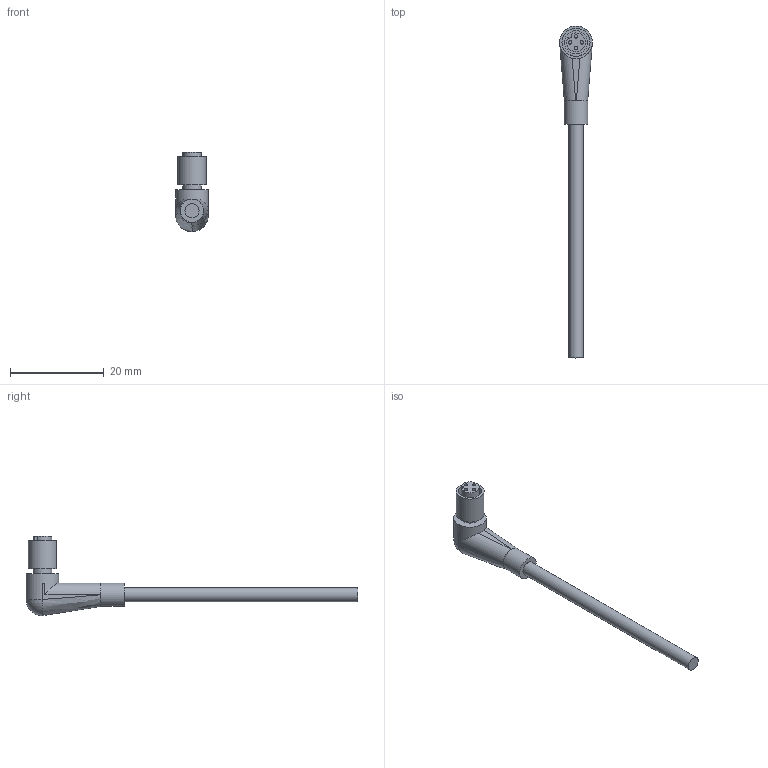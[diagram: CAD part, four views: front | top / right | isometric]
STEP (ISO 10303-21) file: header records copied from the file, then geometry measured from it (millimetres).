
FILE_DESCRIPTION(/* description */ (''),/* implementation_level */ '2;1');
FILE_NAME(/* name */ 'VK500361.stp',/* time_stamp */ '2016-10-12T08:58:20+02:00',/* author */ ('mitarbeiter'),/* organization */ (''),/* preprocessor_version */ 'ST-DEVELOPER v15.2',/* originating_system */ 'Autodesk Inventor 2014',/* authorisation */ '');
FILE_SCHEMA (('AUTOMOTIVE_DESIGN { 1 0 10303 214 3 1 1 }'));
Length unit declared in the file: millimetre
Products named in the file (1): VK500361
Bounding box: 7 x 71 x 17 mm (x, y, z)
Volume: 1167.7 mm3; surface area: 1329.3 mm2
Topology: 1 solids, 2 shells, 40 faces, 80 edges, 52 vertices
Faces by surface type: plane 23, cylinder 14, bspline 2, sphere 1
Full cylindrical faces by diameter (mm): 0.75 x4, 3 x1, 4 x1, 5 x2, 6 x1, 7 x1
Entity records: 1170 total; most frequent: CARTESIAN_POINT 359, DIRECTION 166, ORIENTED_EDGE 138, AXIS2_PLACEMENT_3D 73, EDGE_CURVE 69, EDGE_LOOP 60, VERTEX_POINT 51, ADVANCED_FACE 40
